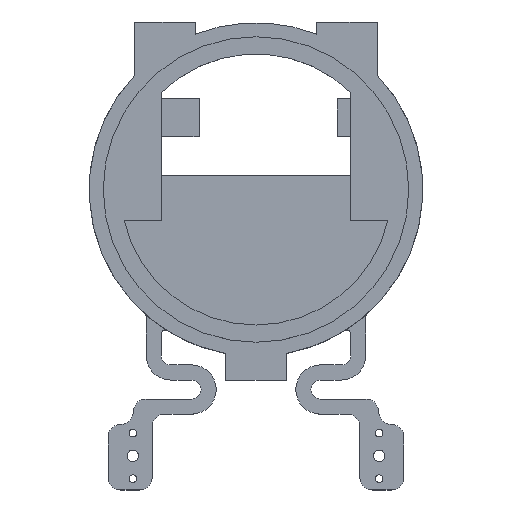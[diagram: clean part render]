
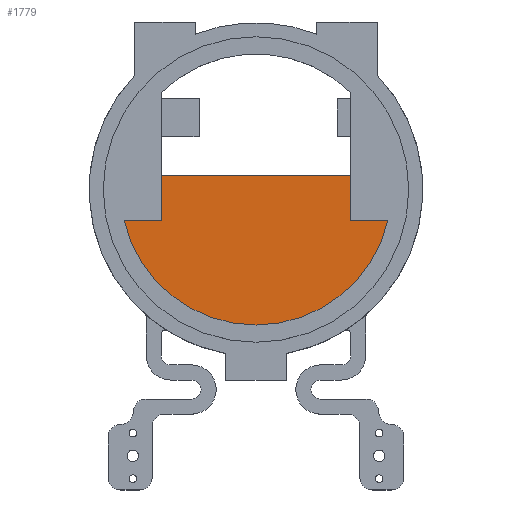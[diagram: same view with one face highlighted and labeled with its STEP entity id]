
A CAD part, top view. The second image highlights one B-rep face of the part: STEP entity #1779.
In plain terms, the highlighted planar face has unit normal (0, 0, 1).
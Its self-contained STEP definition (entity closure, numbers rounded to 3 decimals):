
#37=CIRCLE('',#1895,17.875);
#181=FACE_OUTER_BOUND('',#276,.T.);
#276=EDGE_LOOP('',(#1243,#1244,#1245,#1246,#1247,#1248));
#410=LINE('',#2691,#587);
#414=LINE('',#2700,#591);
#416=LINE('',#2707,#593);
#417=LINE('',#2709,#594);
#418=LINE('',#2710,#595);
#587=VECTOR('',#2128,10.);
#591=VECTOR('',#2134,10.);
#593=VECTOR('',#2144,10.);
#594=VECTOR('',#2145,10.);
#595=VECTOR('',#2146,10.);
#754=VERTEX_POINT('',#2688);
#755=VERTEX_POINT('',#2690);
#758=VERTEX_POINT('',#2697);
#759=VERTEX_POINT('',#2699);
#760=VERTEX_POINT('',#2706);
#761=VERTEX_POINT('',#2708);
#943=EDGE_CURVE('',#755,#754,#410,.T.);
#947=EDGE_CURVE('',#759,#758,#414,.T.);
#950=EDGE_CURVE('',#754,#759,#37,.T.);
#951=EDGE_CURVE('',#760,#755,#416,.T.);
#952=EDGE_CURVE('',#758,#761,#417,.T.);
#953=EDGE_CURVE('',#761,#760,#418,.T.);
#1243=ORIENTED_EDGE('',*,*,#951,.T.);
#1244=ORIENTED_EDGE('',*,*,#943,.T.);
#1245=ORIENTED_EDGE('',*,*,#950,.T.);
#1246=ORIENTED_EDGE('',*,*,#947,.T.);
#1247=ORIENTED_EDGE('',*,*,#952,.T.);
#1248=ORIENTED_EDGE('',*,*,#953,.T.);
#1725=PLANE('',#1896);
#1779=ADVANCED_FACE('',(#181),#1725,.T.);
#1895=AXIS2_PLACEMENT_3D('',#2704,#2140,#2141);
#1896=AXIS2_PLACEMENT_3D('',#2705,#2142,#2143);
#2128=DIRECTION('',(-1.,0.,0.));
#2134=DIRECTION('',(-1.,0.,0.));
#2140=DIRECTION('center_axis',(0.,0.,1.));
#2141=DIRECTION('ref_axis',(-1.,0.,0.));
#2142=DIRECTION('center_axis',(0.,0.,1.));
#2143=DIRECTION('ref_axis',(1.,0.,0.));
#2144=DIRECTION('',(0.,-1.,0.));
#2145=DIRECTION('',(0.,1.,0.));
#2146=DIRECTION('',(-1.,0.,0.));
#2688=CARTESIAN_POINT('',(-17.393,-4.125,1.5));
#2690=CARTESIAN_POINT('',(-12.5,-4.125,1.5));
#2691=CARTESIAN_POINT('',(-15.178,-4.125,1.5));
#2697=CARTESIAN_POINT('',(12.5,-4.125,1.5));
#2699=CARTESIAN_POINT('',(17.393,-4.125,1.5));
#2700=CARTESIAN_POINT('',(-0.232,-4.125,1.5));
#2704=CARTESIAN_POINT('Origin',(0.,0.,1.5));
#2705=CARTESIAN_POINT('Origin',(-12.964,19.798,1.5));
#2706=CARTESIAN_POINT('',(-12.5,1.875,1.5));
#2707=CARTESIAN_POINT('',(-12.5,7.836,1.5));
#2708=CARTESIAN_POINT('',(12.5,1.875,1.5));
#2709=CARTESIAN_POINT('',(12.5,16.288,1.5));
#2710=CARTESIAN_POINT('',(-12.732,1.875,1.5));
